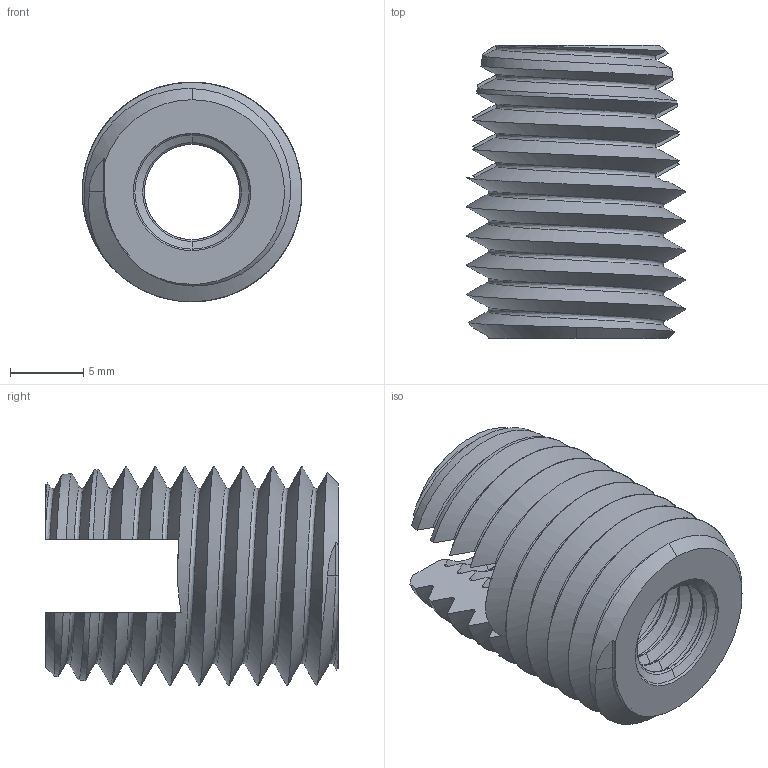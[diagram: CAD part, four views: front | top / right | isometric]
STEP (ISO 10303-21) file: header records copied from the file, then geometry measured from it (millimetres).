
FILE_DESCRIPTION (( 'STEP AP214' ), '1' );
FILE_NAME ('340me111.STEP', '2014-09-10T07:14:59', ( '' ), ( '' ), 'SwSTEP 2.0', 'SolidWorks 2014', '' );
FILE_SCHEMA (( 'AUTOMOTIVE_DESIGN' ));
Length unit declared in the file: inch
Products named in the file (1): 340me111
Bounding box: 15 x 20 x 15 mm (x, y, z)
Surface area: 2222.3 mm2 (no closed solid volume)
Topology: 0 solids, 4 shells, 240 faces, 679 edges, 435 vertices
Faces by surface type: cone 100, cylinder 59, torus 42, bspline 31, plane 8
Entity records: 37938 total; most frequent: CARTESIAN_POINT 29211, ORIENTED_EDGE 1319, DIRECTION 1000, EDGE_CURVE 679, VERTEX_POINT 435, AXIS2_PLACEMENT_3D 435, B_SPLINE_CURVE_WITH_KNOTS 291, LENGTH_MEASURE_WITH_UNIT 242
